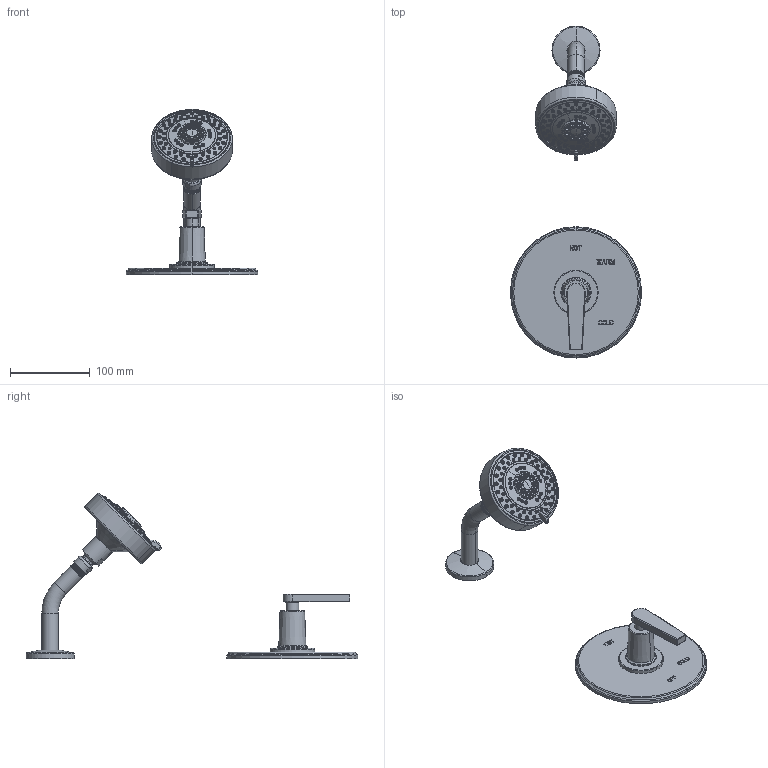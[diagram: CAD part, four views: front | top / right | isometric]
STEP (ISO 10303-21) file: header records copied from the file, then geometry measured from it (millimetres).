
FILE_DESCRIPTION((''),'2;1');
FILE_NAME('ASM0001_ASM','2021-06-01T12:18:24',('jinson.thomas'),(''),'CREO PARAMETRIC BY PTC INC, 2018400','CREO PARAMETRIC BY PTC INC, 2018400','');
FILE_SCHEMA(('CONFIG_CONTROL_DESIGN'));
Length unit declared in the file: inch
Products named in the file (3): MSBR-2; MSBR-1; ASM0001_ASM
Assembly tree (2 placements, depth 2):
  ASM0001_ASM
    MSBR-2
    MSBR-1
Bounding box: 165.1 x 417.58 x 207.64 mm (x, y, z)
Volume: 572204.1 mm3; surface area: 104798.5 mm2
Topology: 2 solids, 3 shells, 1431 faces, 3281 edges, 2029 vertices
Faces by surface type: plane 471, torus 339, cone 300, cylinder 215, bspline 95, sphere 10, extrusion 1
Entity records: 50176 total; most frequent: CARTESIAN_POINT 17863, DIRECTION 6844, ORIENTED_EDGE 6558, EDGE_CURVE 3279, AXIS2_PLACEMENT_3D 2659, VERTEX_POINT 2029, EDGE_LOOP 1624, VECTOR 1526
